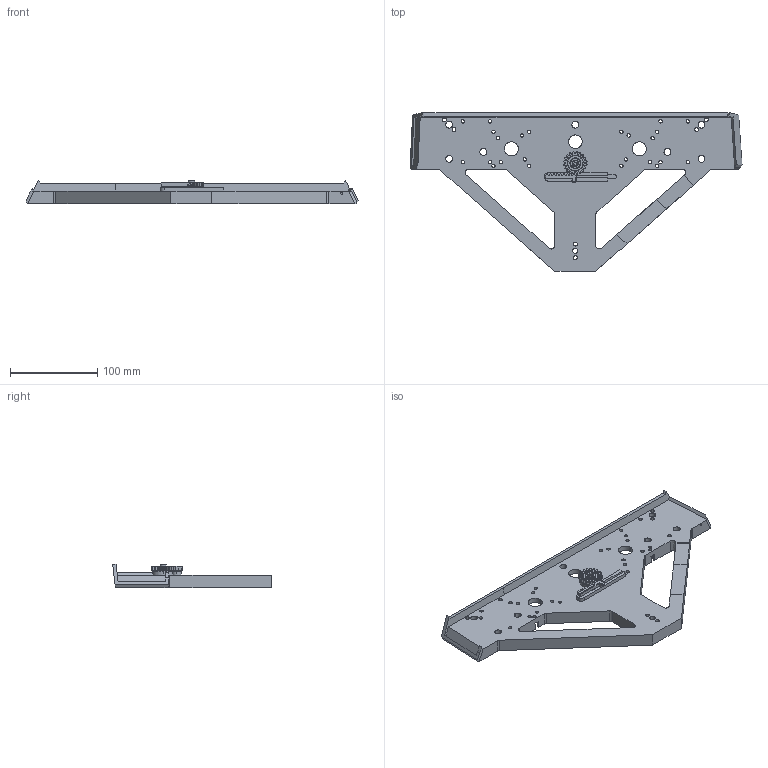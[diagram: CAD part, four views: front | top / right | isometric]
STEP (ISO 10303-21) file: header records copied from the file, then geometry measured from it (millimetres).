
FILE_DESCRIPTION(('FreeCAD Model'),'2;1');
FILE_NAME('Open CASCADE Shape Model','2025-04-27T00:39:15',('FreeCAD'),( 'FreeCAD'),'Open CASCADE STEP processor 7.6','FreeCAD','Unknown');
FILE_SCHEMA(('AUTOMOTIVE_DESIGN { 1 0 10303 214 1 1 1 1 }'));
Length unit declared in the file: millimetre
Products named in the file (1): Open CASCADE STEP translator 7.6 1
Bounding box: 381.45 x 182.32 x 27.36 mm (x, y, z)
Volume: 270977.4 mm3; surface area: 120992.7 mm2
Topology: 7 solids, 7 shells, 579 faces, 1627 edges, 1074 vertices
Faces by surface type: bspline 579
Entity records: 25064 total; most frequent: CARTESIAN_POINT 16168, ORIENTED_EDGE 3214, EDGE_CURVE 1607, VERTEX_POINT 1074, B_SPLINE_CURVE_WITH_KNOTS 810, FACE_BOUND 708, EDGE_LOOP 708, ADVANCED_FACE 579
